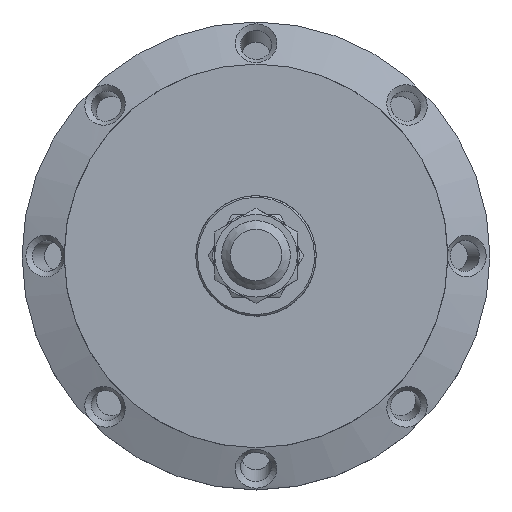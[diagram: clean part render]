
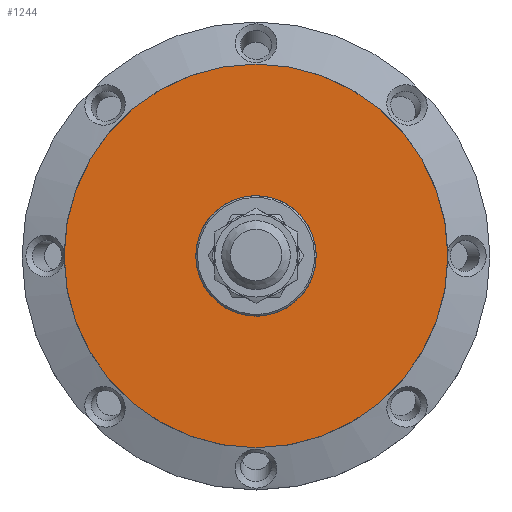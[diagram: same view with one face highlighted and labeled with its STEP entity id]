
A CAD part, top view. The second image highlights one B-rep face of the part: STEP entity #1244.
In plain terms, the highlighted planar face has unit normal (0, 0, 1).
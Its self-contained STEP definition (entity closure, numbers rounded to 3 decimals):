
#142=PLANE('',#1351);
#224=FACE_BOUND('',#465,.T.);
#257=CIRCLE('',#1350,17.5);
#258=CIRCLE('',#1352,55.75);
#346=FACE_OUTER_BOUND('',#464,.T.);
#464=EDGE_LOOP('',(#970));
#465=EDGE_LOOP('',(#971));
#637=VERTEX_POINT('',#2781);
#638=VERTEX_POINT('',#2784);
#765=EDGE_CURVE('',#637,#637,#257,.T.);
#766=EDGE_CURVE('',#638,#638,#258,.T.);
#970=ORIENTED_EDGE('',*,*,#766,.F.);
#971=ORIENTED_EDGE('',*,*,#765,.T.);
#1244=ADVANCED_FACE('',(#346,#224),#142,.T.);
#1350=AXIS2_PLACEMENT_3D('',#2782,#1532,#1533);
#1351=AXIS2_PLACEMENT_3D('',#2783,#1534,#1535);
#1352=AXIS2_PLACEMENT_3D('',#2785,#1536,#1537);
#1532=DIRECTION('center_axis',(0.,0.,-1.));
#1533=DIRECTION('ref_axis',(0.,1.,0.));
#1534=DIRECTION('center_axis',(0.,0.,1.));
#1535=DIRECTION('ref_axis',(1.,0.,0.));
#1536=DIRECTION('center_axis',(0.,0.,-1.));
#1537=DIRECTION('ref_axis',(0.,1.,0.));
#2781=CARTESIAN_POINT('',(0.,17.5,22.));
#2782=CARTESIAN_POINT('Origin',(0.,0.,22.));
#2783=CARTESIAN_POINT('Origin',(0.,36.625,22.));
#2784=CARTESIAN_POINT('',(0.,55.75,22.));
#2785=CARTESIAN_POINT('Origin',(0.,0.,22.));
